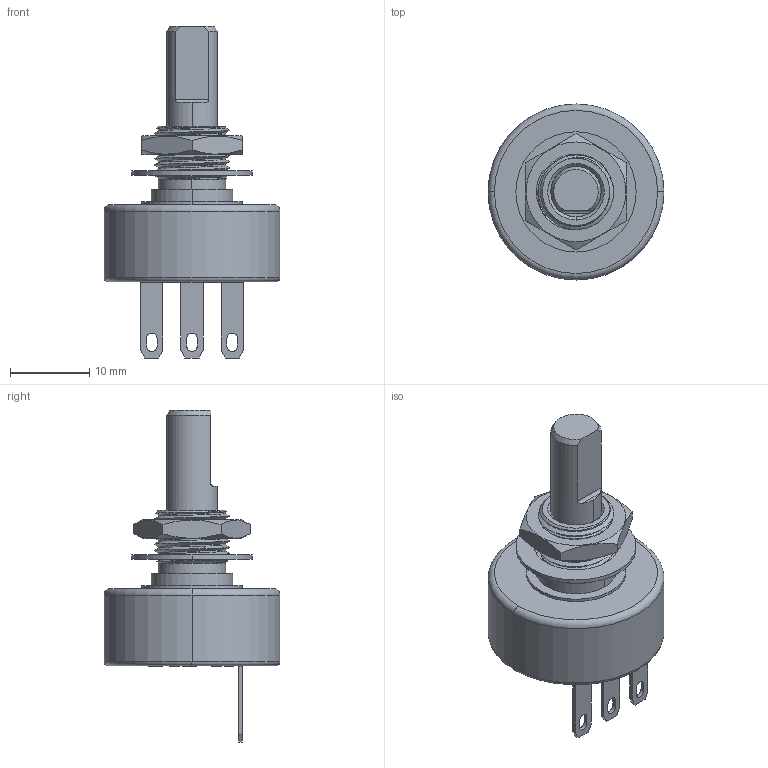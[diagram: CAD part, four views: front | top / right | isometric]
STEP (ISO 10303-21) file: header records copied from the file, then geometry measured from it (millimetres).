
FILE_DESCRIPTION((''),'2;1');
FILE_NAME('6630SXD-C28','2012-11-26T',('RICKB'),('Bourns, Inc.'),'PRO/ENGINEER BY PARAMETRIC TECHNOLOGY CORPORATION, 2012230','PRO/ENGINEER BY PARAMETRIC TECHNOLOGY CORPORATION, 2012230','');
FILE_SCHEMA(('CONFIG_CONTROL_DESIGN'));
Length unit declared in the file: inch
Products named in the file (1): 6630SXD-C28
Bounding box: 22.23 x 22.23 x 41.93 mm (x, y, z)
Volume: 5001.5 mm3; surface area: 3425 mm2
Topology: 2 solids, 2 shells, 582 faces, 1611 edges, 1067 vertices
Faces by surface type: plane 406, cylinder 140, cone 16, bspline 13, torus 7
Entity records: 21586 total; most frequent: CARTESIAN_POINT 6586, ORIENTED_EDGE 3222, DIRECTION 2944, EDGE_CURVE 1611, VECTOR 1214, LINE 1214, VERTEX_POINT 1067, AXIS2_PLACEMENT_3D 865
